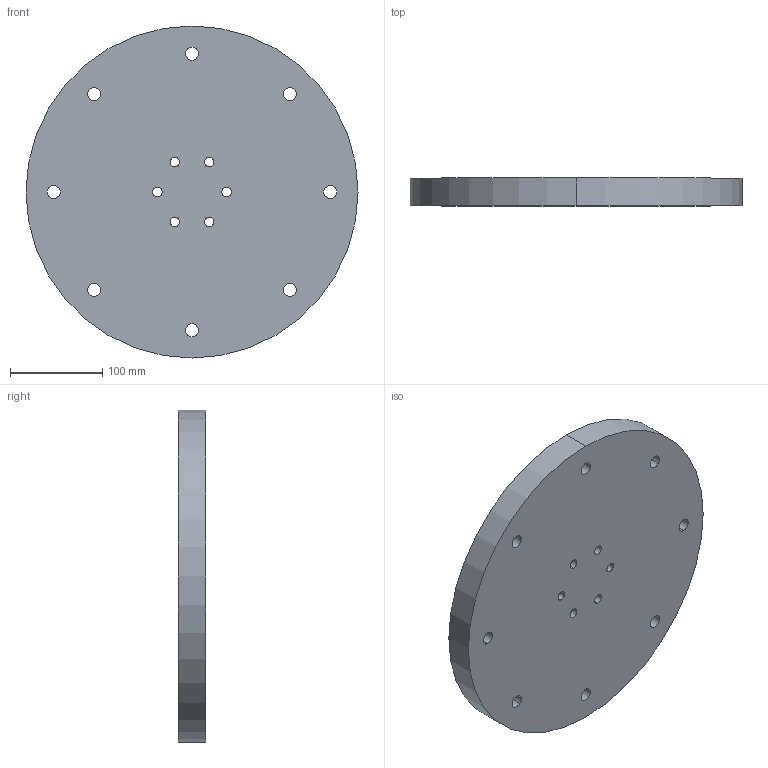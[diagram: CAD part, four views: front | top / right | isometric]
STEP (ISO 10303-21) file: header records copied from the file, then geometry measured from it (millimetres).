
FILE_DESCRIPTION (( 'STEP AP214' ), '1' );
FILE_NAME ('F0831-01-TOURBILLON MELANGEUR.STEP', '2023-09-12T08:15:59', ( '' ), ( '' ), 'SwSTEP 2.0', 'SolidWorks 2021', '' );
FILE_SCHEMA (( 'AUTOMOTIVE_DESIGN' ));
Length unit declared in the file: millimetre
Products named in the file (1): F0831-01-TOURBILLON MELANGEUR
Bounding box: 360 x 30 x 360 mm (x, y, z)
Volume: 2949906.2 mm3; surface area: 252037.7 mm2
Topology: 1 solids, 1 shells, 75 faces, 176 edges, 112 vertices
Faces by surface type: cylinder 48, cone 16, plane 11
Entity records: 2592 total; most frequent: DIRECTION 440, CARTESIAN_POINT 364, ORIENTED_EDGE 352, AXIS2_PLACEMENT_3D 188, EDGE_CURVE 176, EDGE_LOOP 112, CIRCLE 112, VERTEX_POINT 112
